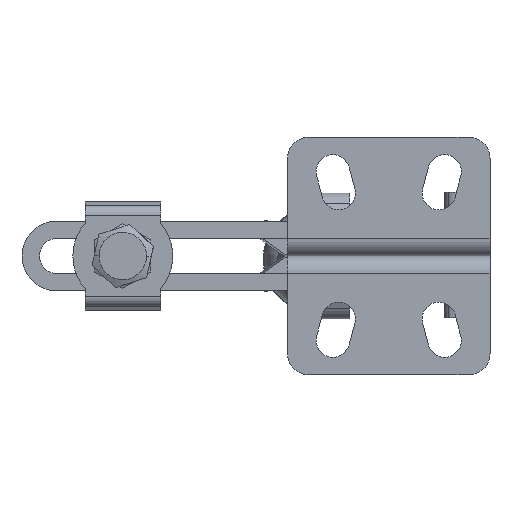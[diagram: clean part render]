
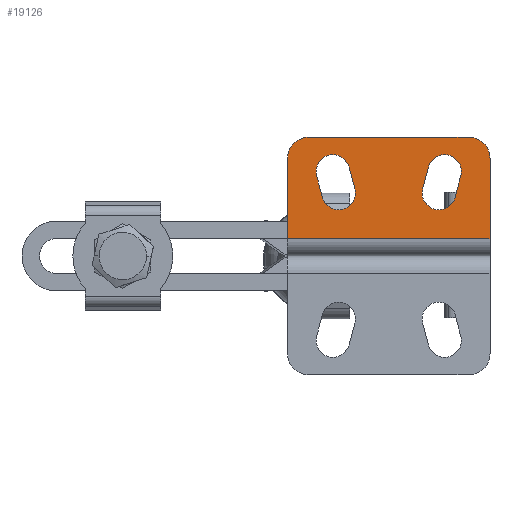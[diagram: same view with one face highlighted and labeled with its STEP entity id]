
A CAD part, front view. The second image highlights one B-rep face of the part: STEP entity #19126.
In plain terms, the highlighted planar face has unit normal (0, -1, 0).
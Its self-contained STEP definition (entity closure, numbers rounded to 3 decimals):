
#20 = DIRECTION ( 'NONE',  ( 0., 0., 1. ) ) ;
#142 = CARTESIAN_POINT ( 'NONE',  ( -21.666, 0., 9.008 ) ) ;
#549 = EDGE_CURVE ( 'NONE', #31345, #20741, #5212, .T. ) ;
#692 = CARTESIAN_POINT ( 'NONE',  ( -6.5, 0., 12.1 ) ) ;
#904 = ORIENTED_EDGE ( 'NONE', *, *, #27681, .T. ) ;
#2841 = EDGE_CURVE ( 'NONE', #18044, #3303, #3392, .T. ) ;
#2966 = CARTESIAN_POINT ( 'NONE',  ( -29., 0., 17. ) ) ;
#3062 = DIRECTION ( 'NONE',  ( 0., 0., 1. ) ) ;
#3099 = VECTOR ( 'NONE', #10595, 1000. ) ;
#3233 = VECTOR ( 'NONE', #3579, 1000. ) ;
#3303 = VERTEX_POINT ( 'NONE', #5012 ) ;
#3381 = CARTESIAN_POINT ( 'NONE',  ( -9.645, 0., 9.628 ) ) ;
#3392 = CIRCLE ( 'NONE', #5472, 3. ) ;
#3513 = VERTEX_POINT ( 'NONE', #3381 ) ;
#3579 = DIRECTION ( 'NONE',  ( 1., 0., 0. ) ) ;
#3589 = DIRECTION ( 'NONE',  ( 0., 0., 1. ) ) ;
#4062 = EDGE_CURVE ( 'NONE', #18044, #24355, #21300, .T. ) ;
#4278 = AXIS2_PLACEMENT_3D ( 'NONE', #5194, #25344, #8081 ) ;
#4797 = CARTESIAN_POINT ( 'NONE',  ( -5.008, 0., 8.389 ) ) ;
#4895 = CARTESIAN_POINT ( 'NONE',  ( -22.492, 0., 12.1 ) ) ;
#4946 = CARTESIAN_POINT ( 'NONE',  ( -7.326, 0., 9.008 ) ) ;
#5012 = CARTESIAN_POINT ( 'NONE',  ( -3., 0., 17. ) ) ;
#5194 = CARTESIAN_POINT ( 'NONE',  ( -22.492, 0., 12.1 ) ) ;
#5212 = LINE ( 'NONE', #14711, #35069 ) ;
#5472 = AXIS2_PLACEMENT_3D ( 'NONE', #27419, #10135, #30351 ) ;
#5883 = EDGE_LOOP ( 'NONE', ( #25883, #33904, #20716, #22274, #30404 ) ) ;
#6058 = VERTEX_POINT ( 'NONE', #25669 ) ;
#6148 = ORIENTED_EDGE ( 'NONE', *, *, #24162, .T. ) ;
#6332 = AXIS2_PLACEMENT_3D ( 'NONE', #34634, #17242, #20 ) ;
#7060 = EDGE_CURVE ( 'NONE', #13289, #24355, #12453, .T. ) ;
#7429 = CARTESIAN_POINT ( 'NONE',  ( 0., 0., 2.5 ) ) ;
#7457 = DIRECTION ( 'NONE',  ( 1., 0., 0. ) ) ;
#7686 = DIRECTION ( 'NONE',  ( 0., 1., 0. ) ) ;
#7782 = DIRECTION ( 'NONE',  ( 0., 0., 1. ) ) ;
#7845 = DIRECTION ( 'NONE',  ( 0., 0., 1. ) ) ;
#8081 = DIRECTION ( 'NONE',  ( 0., 0., 1. ) ) ;
#8470 = AXIS2_PLACEMENT_3D ( 'NONE', #142, #20277, #3062 ) ;
#8569 = CIRCLE ( 'NONE', #22472, 2.4 ) ;
#8823 = DIRECTION ( 'NONE',  ( 0., 0., -1. ) ) ;
#8870 = CIRCLE ( 'NONE', #4278, 2.4 ) ;
#9009 = CIRCLE ( 'NONE', #6332, 2.4 ) ;
#9210 = CARTESIAN_POINT ( 'NONE',  ( -26., 0., 14. ) ) ;
#9351 = EDGE_LOOP ( 'NONE', ( #36285, #20678, #19092, #35864, #28401, #22986 ) ) ;
#9386 = CIRCLE ( 'NONE', #26930, 2.4 ) ;
#9966 = CARTESIAN_POINT ( 'NONE',  ( -19.348, 0., 9.628 ) ) ;
#10135 = DIRECTION ( 'NONE',  ( 0., -1., 0. ) ) ;
#10481 = VERTEX_POINT ( 'NONE', #32703 ) ;
#10595 = DIRECTION ( 'NONE',  ( 0.258, 0., 0.966 ) ) ;
#10852 = EDGE_CURVE ( 'NONE', #6058, #26726, #20234, .T. ) ;
#10954 = CARTESIAN_POINT ( 'NONE',  ( -8.819, 0., 12.72 ) ) ;
#11234 = EDGE_CURVE ( 'NONE', #14849, #26179, #13000, .T. ) ;
#11758 = EDGE_CURVE ( 'NONE', #3513, #22640, #32924, .T. ) ;
#11916 = EDGE_CURVE ( 'NONE', #23670, #10481, #33835, .T. ) ;
#12093 = DIRECTION ( 'NONE',  ( 0., 0., 1. ) ) ;
#12279 = ORIENTED_EDGE ( 'NONE', *, *, #549, .T. ) ;
#12453 = LINE ( 'NONE', #18886, #35562 ) ;
#13000 = LINE ( 'NONE', #19455, #14815 ) ;
#13194 = DIRECTION ( 'NONE',  ( 0., 0., -1. ) ) ;
#13289 = VERTEX_POINT ( 'NONE', #28999 ) ;
#13493 = EDGE_CURVE ( 'NONE', #36663, #6058, #8870, .T. ) ;
#13583 = CARTESIAN_POINT ( 'NONE',  ( -4.181, 0., 11.48 ) ) ;
#14105 = VERTEX_POINT ( 'NONE', #16960 ) ;
#14352 = VECTOR ( 'NONE', #13194, 1000. ) ;
#14711 = CARTESIAN_POINT ( 'NONE',  ( -8.075, 0., -3.092 ) ) ;
#14803 = DIRECTION ( 'NONE',  ( 0.258, 0., -0.966 ) ) ;
#14815 = VECTOR ( 'NONE', #16551, 1000. ) ;
#14849 = VERTEX_POINT ( 'NONE', #25394 ) ;
#16537 = ORIENTED_EDGE ( 'NONE', *, *, #23842, .T. ) ;
#16551 = DIRECTION ( 'NONE',  ( -0.258, 0., 0.966 ) ) ;
#16960 = CARTESIAN_POINT ( 'NONE',  ( -6.5, 0., 14.5 ) ) ;
#17242 = DIRECTION ( 'NONE',  ( 0., 1., 0. ) ) ;
#18044 = VERTEX_POINT ( 'NONE', #37482 ) ;
#18195 = ORIENTED_EDGE ( 'NONE', *, *, #11758, .T. ) ;
#18886 = CARTESIAN_POINT ( 'NONE',  ( -29., 0., 2.5 ) ) ;
#19092 = ORIENTED_EDGE ( 'NONE', *, *, #20455, .F. ) ;
#19126 = ADVANCED_FACE ( 'NONE', ( #21734, #26723, #19947 ), #27978, .F. ) ;
#19446 = AXIS2_PLACEMENT_3D ( 'NONE', #9210, #29417, #12093 ) ;
#19455 = CARTESIAN_POINT ( 'NONE',  ( -22.85, 0., 4.143 ) ) ;
#19947 = FACE_OUTER_BOUND ( 'NONE', #9351, .T. ) ;
#20234 = LINE ( 'NONE', #20598, #27038 ) ;
#20274 = CARTESIAN_POINT ( 'NONE',  ( 0., 0., 2.5 ) ) ;
#20277 = DIRECTION ( 'NONE',  ( 0., 1., 0. ) ) ;
#20455 = EDGE_CURVE ( 'NONE', #23670, #3303, #33053, .T. ) ;
#20504 = DIRECTION ( 'NONE',  ( -0.258, 0., -0.966 ) ) ;
#20598 = CARTESIAN_POINT ( 'NONE',  ( -18.213, 0., 5.383 ) ) ;
#20678 = ORIENTED_EDGE ( 'NONE', *, *, #2841, .T. ) ;
#20716 = ORIENTED_EDGE ( 'NONE', *, *, #11234, .T. ) ;
#20741 = VERTEX_POINT ( 'NONE', #4797 ) ;
#20807 = DIRECTION ( 'NONE',  ( 0., 1., 0. ) ) ;
#21300 = LINE ( 'NONE', #20274, #29047 ) ;
#21734 = FACE_BOUND ( 'NONE', #5883, .T. ) ;
#21982 = AXIS2_PLACEMENT_3D ( 'NONE', #25083, #7686, #30950 ) ;
#22274 = ORIENTED_EDGE ( 'NONE', *, *, #23126, .T. ) ;
#22472 = AXIS2_PLACEMENT_3D ( 'NONE', #692, #20807, #3589 ) ;
#22640 = VERTEX_POINT ( 'NONE', #10954 ) ;
#22730 = EDGE_CURVE ( 'NONE', #26726, #14849, #36207, .T. ) ;
#22986 = ORIENTED_EDGE ( 'NONE', *, *, #7060, .T. ) ;
#23126 = EDGE_CURVE ( 'NONE', #26179, #36663, #35748, .T. ) ;
#23670 = VERTEX_POINT ( 'NONE', #31257 ) ;
#23842 = EDGE_CURVE ( 'NONE', #14105, #31345, #8569, .T. ) ;
#24162 = EDGE_CURVE ( 'NONE', #22640, #14105, #9009, .T. ) ;
#24355 = VERTEX_POINT ( 'NONE', #7429 ) ;
#25058 = DIRECTION ( 'NONE',  ( 0., 1., 0. ) ) ;
#25083 = CARTESIAN_POINT ( 'NONE',  ( -29., 0., 2.5 ) ) ;
#25122 = DIRECTION ( 'NONE',  ( 0., 1., 0. ) ) ;
#25344 = DIRECTION ( 'NONE',  ( 0., 1., 0. ) ) ;
#25394 = CARTESIAN_POINT ( 'NONE',  ( -23.985, 0., 8.389 ) ) ;
#25669 = CARTESIAN_POINT ( 'NONE',  ( -20.174, 0., 12.72 ) ) ;
#25883 = ORIENTED_EDGE ( 'NONE', *, *, #10852, .T. ) ;
#26179 = VERTEX_POINT ( 'NONE', #27172 ) ;
#26723 = FACE_BOUND ( 'NONE', #35088, .T. ) ;
#26726 = VERTEX_POINT ( 'NONE', #9966 ) ;
#26810 = EDGE_CURVE ( 'NONE', #10481, #13289, #29754, .T. ) ;
#26930 = AXIS2_PLACEMENT_3D ( 'NONE', #4946, #25122, #7845 ) ;
#27038 = VECTOR ( 'NONE', #14803, 1000. ) ;
#27172 = CARTESIAN_POINT ( 'NONE',  ( -24.811, 0., 11.48 ) ) ;
#27419 = CARTESIAN_POINT ( 'NONE',  ( -3., 0., 14. ) ) ;
#27681 = EDGE_CURVE ( 'NONE', #20741, #3513, #9386, .T. ) ;
#27978 = PLANE ( 'NONE',  #21982 ) ;
#28401 = ORIENTED_EDGE ( 'NONE', *, *, #26810, .T. ) ;
#28999 = CARTESIAN_POINT ( 'NONE',  ( -29., 0., 2.5 ) ) ;
#29047 = VECTOR ( 'NONE', #8823, 1000. ) ;
#29417 = DIRECTION ( 'NONE',  ( 0., -1., 0. ) ) ;
#29754 = LINE ( 'NONE', #30419, #14352 ) ;
#29794 = CARTESIAN_POINT ( 'NONE',  ( -22.492, 0., 14.5 ) ) ;
#30351 = DIRECTION ( 'NONE',  ( 0., 0., 1. ) ) ;
#30404 = ORIENTED_EDGE ( 'NONE', *, *, #13493, .T. ) ;
#30419 = CARTESIAN_POINT ( 'NONE',  ( -29., 0., 2.5 ) ) ;
#30950 = DIRECTION ( 'NONE',  ( 0., 0., 1. ) ) ;
#31257 = CARTESIAN_POINT ( 'NONE',  ( -26., 0., 17. ) ) ;
#31345 = VERTEX_POINT ( 'NONE', #13583 ) ;
#32703 = CARTESIAN_POINT ( 'NONE',  ( -29., 0., 14. ) ) ;
#32924 = LINE ( 'NONE', #33887, #3099 ) ;
#33053 = LINE ( 'NONE', #2966, #3233 ) ;
#33835 = CIRCLE ( 'NONE', #19446, 3. ) ;
#33887 = CARTESIAN_POINT ( 'NONE',  ( -12.713, 0., -1.852 ) ) ;
#33904 = ORIENTED_EDGE ( 'NONE', *, *, #22730, .T. ) ;
#34634 = CARTESIAN_POINT ( 'NONE',  ( -6.5, 0., 12.1 ) ) ;
#35069 = VECTOR ( 'NONE', #20504, 1000. ) ;
#35088 = EDGE_LOOP ( 'NONE', ( #18195, #6148, #16537, #12279, #904 ) ) ;
#35562 = VECTOR ( 'NONE', #7457, 1000. ) ;
#35619 = AXIS2_PLACEMENT_3D ( 'NONE', #4895, #25058, #7782 ) ;
#35748 = CIRCLE ( 'NONE', #35619, 2.4 ) ;
#35864 = ORIENTED_EDGE ( 'NONE', *, *, #11916, .T. ) ;
#36207 = CIRCLE ( 'NONE', #8470, 2.4 ) ;
#36285 = ORIENTED_EDGE ( 'NONE', *, *, #4062, .F. ) ;
#36663 = VERTEX_POINT ( 'NONE', #29794 ) ;
#37482 = CARTESIAN_POINT ( 'NONE',  ( 0., 0., 14. ) ) ;
